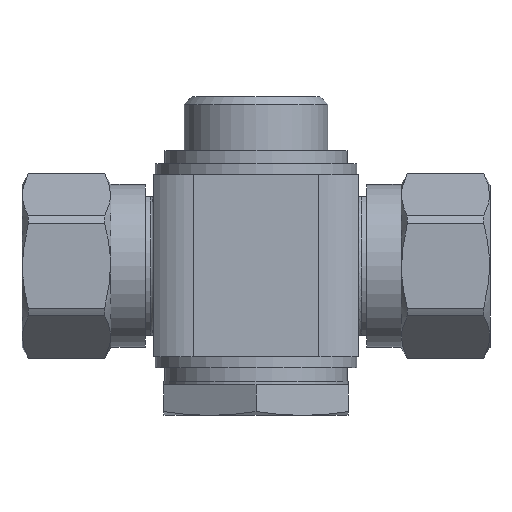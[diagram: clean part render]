
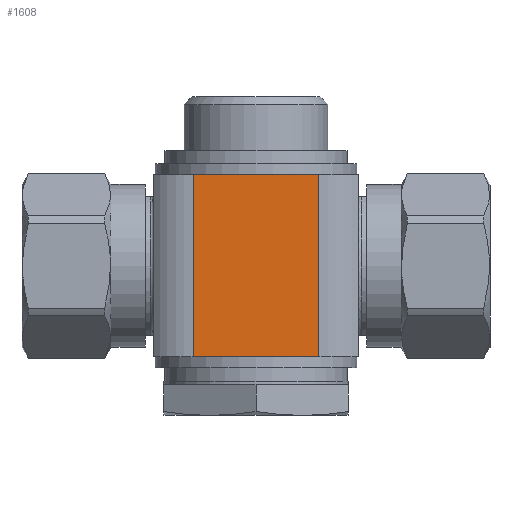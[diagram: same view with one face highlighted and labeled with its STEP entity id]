
A CAD part, front view. The second image highlights one B-rep face of the part: STEP entity #1608.
In plain terms, the highlighted planar face has unit normal (0, -1, 0).
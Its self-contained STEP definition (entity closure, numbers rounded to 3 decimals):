
#25=PLANE('',#1833);
#94=LINE('',#2725,#156);
#95=LINE('',#2729,#157);
#96=LINE('',#2731,#158);
#97=LINE('',#2733,#159);
#156=VECTOR('',#2106,1000.);
#157=VECTOR('',#2111,1000.);
#158=VECTOR('',#2112,1000.);
#159=VECTOR('',#2113,1000.);
#330=ORIENTED_EDGE('',*,*,#748,.T.);
#331=ORIENTED_EDGE('',*,*,#749,.F.);
#332=ORIENTED_EDGE('',*,*,#750,.F.);
#333=ORIENTED_EDGE('',*,*,#746,.T.);
#746=EDGE_CURVE('',#952,#951,#94,.T.);
#748=EDGE_CURVE('',#951,#953,#95,.T.);
#749=EDGE_CURVE('',#954,#953,#96,.T.);
#750=EDGE_CURVE('',#952,#954,#97,.T.);
#951=VERTEX_POINT('',#2724);
#952=VERTEX_POINT('',#2726);
#953=VERTEX_POINT('',#2730);
#954=VERTEX_POINT('',#2732);
#1191=EDGE_LOOP('',(#330,#331,#332,#333));
#1381=FACE_BOUND('',#1191,.T.);
#1608=ADVANCED_FACE('',(#1381),#25,.F.);
#1833=AXIS2_PLACEMENT_3D('',#2728,#2109,#2110);
#2106=DIRECTION('',(0.,0.,-1.));
#2109=DIRECTION('',(0.,1.,0.));
#2110=DIRECTION('',(0.,0.,1.));
#2111=DIRECTION('',(1.,0.,0.));
#2112=DIRECTION('',(0.,0.,-1.));
#2113=DIRECTION('',(1.,0.,0.));
#2724=CARTESIAN_POINT('',(-9.191,-15.,-13.3));
#2725=CARTESIAN_POINT('',(-9.191,-15.,13.3));
#2726=CARTESIAN_POINT('',(-9.191,-15.,13.3));
#2728=CARTESIAN_POINT('',(-9.191,-15.,13.3));
#2729=CARTESIAN_POINT('',(-9.191,-15.,-13.3));
#2730=CARTESIAN_POINT('',(9.191,-15.,-13.3));
#2731=CARTESIAN_POINT('',(9.191,-15.,13.3));
#2732=CARTESIAN_POINT('',(9.191,-15.,13.3));
#2733=CARTESIAN_POINT('',(-9.191,-15.,13.3));
